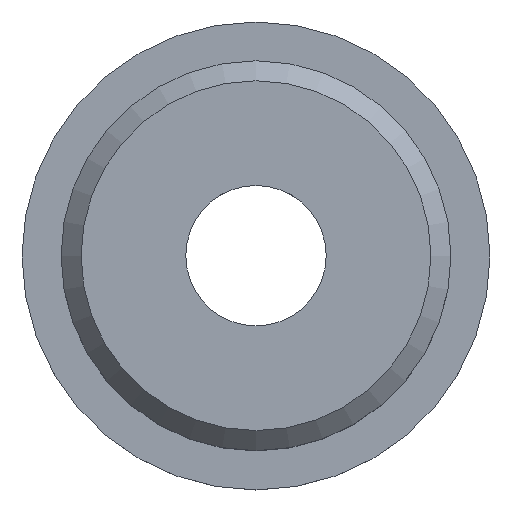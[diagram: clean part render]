
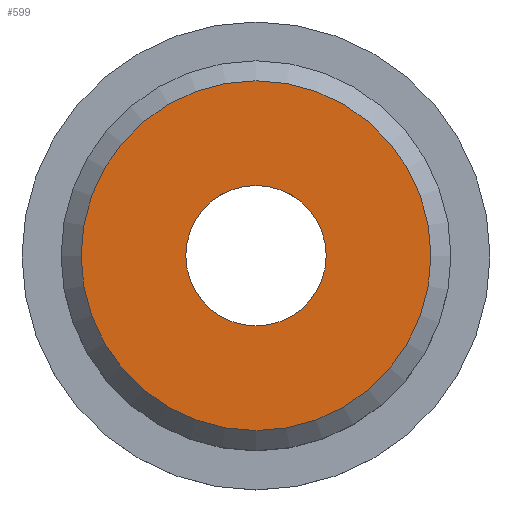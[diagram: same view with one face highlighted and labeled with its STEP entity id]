
A CAD part, top view. The second image highlights one B-rep face of the part: STEP entity #599.
In plain terms, the highlighted planar face has unit normal (0, 0, 1).
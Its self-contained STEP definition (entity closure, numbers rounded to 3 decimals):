
#96=PLANE('',#670);
#126=CIRCLE('',#671,3.);
#127=CIRCLE('',#672,7.475);
#211=ORIENTED_EDGE('',*,*,#333,.F.);
#212=ORIENTED_EDGE('',*,*,#334,.T.);
#333=EDGE_CURVE('',#398,#398,#126,.F.);
#334=EDGE_CURVE('',#399,#399,#127,.T.);
#398=VERTEX_POINT('',#1008);
#399=VERTEX_POINT('',#1010);
#472=EDGE_LOOP('',(#211));
#473=EDGE_LOOP('',(#212));
#534=FACE_BOUND('',#472,.T.);
#535=FACE_BOUND('',#473,.T.);
#599=ADVANCED_FACE('',(#534,#535),#96,.F.);
#670=AXIS2_PLACEMENT_3D('',#1006,#792,#793);
#671=AXIS2_PLACEMENT_3D('',#1007,#794,#795);
#672=AXIS2_PLACEMENT_3D('',#1009,#796,#797);
#792=DIRECTION('',(0.,0.,-1.));
#793=DIRECTION('',(-1.,0.,0.));
#794=DIRECTION('',(0.,0.,-1.));
#795=DIRECTION('',(-1.,0.,0.));
#796=DIRECTION('',(0.,0.,1.));
#797=DIRECTION('',(1.,0.,0.));
#1006=CARTESIAN_POINT('',(7.475,0.,7.));
#1007=CARTESIAN_POINT('',(0.,0.,7.));
#1008=CARTESIAN_POINT('',(-3.,0.,7.));
#1009=CARTESIAN_POINT('',(0.,0.,7.));
#1010=CARTESIAN_POINT('',(7.475,0.,7.));
